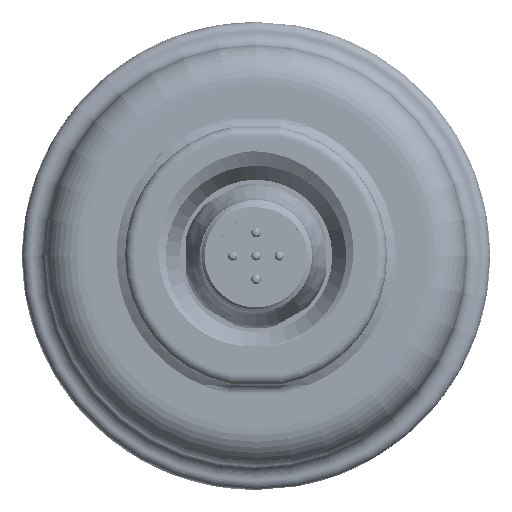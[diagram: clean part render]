
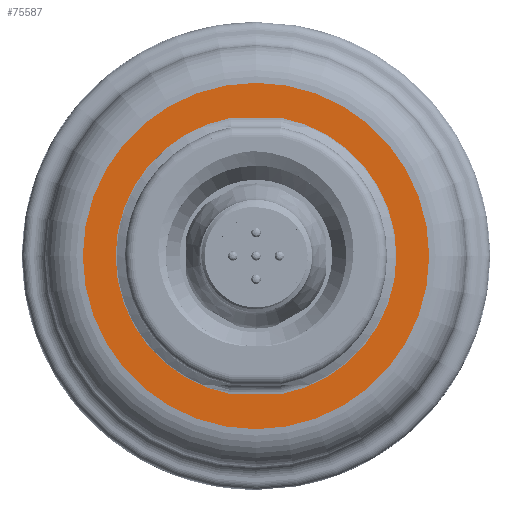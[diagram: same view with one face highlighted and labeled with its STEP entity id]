
A CAD part, front view. The second image highlights one B-rep face of the part: STEP entity #75587.
In plain terms, the highlighted planar face has unit normal (0, -1, 0).
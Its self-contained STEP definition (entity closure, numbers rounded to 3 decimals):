
#51360=CARTESIAN_POINT('',(0.,-3.,0.));
#51361=DIRECTION('',(0.,-1.,0.));
#51362=DIRECTION('',(-0.182,0.,0.983));
#51363=AXIS2_PLACEMENT_3D('',#51360,#51361,#51362);
#51365=DIRECTION('',(1.,0.,0.));
#51366=VECTOR('',#51365,5.454);
#51367=CARTESIAN_POINT('',(-2.727,-3.,-14.75));
#51368=LINE('',#51367,#51366);
#51369=CARTESIAN_POINT('',(0.,-3.,0.));
#51370=DIRECTION('',(0.,-1.,0.));
#51371=DIRECTION('',(0.182,0.,-0.983));
#51372=AXIS2_PLACEMENT_3D('',#51369,#51370,#51371);
#51374=DIRECTION('',(-1.,0.,0.));
#51375=VECTOR('',#51374,5.454);
#51376=CARTESIAN_POINT('',(2.727,-3.,14.75));
#51377=LINE('',#51376,#51375);
#51378=CARTESIAN_POINT('',(0.,-3.,0.));
#51379=DIRECTION('',(0.,-1.,0.));
#51380=DIRECTION('',(0.,0.,-1.));
#51381=AXIS2_PLACEMENT_3D('',#51378,#51379,#51380);
#51383=CARTESIAN_POINT('',(0.,-3.,0.));
#51384=DIRECTION('',(0.,-1.,0.));
#51385=DIRECTION('',(0.,0.,1.));
#51386=AXIS2_PLACEMENT_3D('',#51383,#51384,#51385);
#54560=CARTESIAN_POINT('',(-2.727,-3.,14.75));
#54561=CARTESIAN_POINT('',(-2.727,-3.,-14.75));
#54562=VERTEX_POINT('',#54560);
#54563=VERTEX_POINT('',#54561);
#54568=CARTESIAN_POINT('',(2.727,-3.,-14.75));
#54569=CARTESIAN_POINT('',(2.727,-3.,14.75));
#54570=VERTEX_POINT('',#54568);
#54571=VERTEX_POINT('',#54569);
#54928=CARTESIAN_POINT('',(0.,-3.,-18.5));
#54929=CARTESIAN_POINT('',(0.,-3.,18.5));
#54930=VERTEX_POINT('',#54928);
#54931=VERTEX_POINT('',#54929);
#75568=CARTESIAN_POINT('',(0.,-3.,0.));
#75569=DIRECTION('',(0.,-1.,0.));
#75570=DIRECTION('',(0.,0.,1.));
#75571=AXIS2_PLACEMENT_3D('',#75568,#75569,#75570);
#75572=PLANE('',#75571);
#75574=ORIENTED_EDGE('',*,*,#75573,.F.);
#75576=ORIENTED_EDGE('',*,*,#75575,.F.);
#75577=EDGE_LOOP('',(#75574,#75576));
#75578=FACE_OUTER_BOUND('',#75577,.F.);
#75580=ORIENTED_EDGE('',*,*,#75579,.T.);
#75581=ORIENTED_EDGE('',*,*,#75546,.T.);
#75582=ORIENTED_EDGE('',*,*,#75559,.T.);
#75584=ORIENTED_EDGE('',*,*,#75583,.T.);
#75585=EDGE_LOOP('',(#75580,#75581,#75582,#75584));
#75586=FACE_BOUND('',#75585,.F.);
#51364=CIRCLE('',#51363,15.);
#51373=CIRCLE('',#51372,15.);
#51382=CIRCLE('',#51381,18.5);
#51387=CIRCLE('',#51386,18.5);
#75546=EDGE_CURVE('',#54563,#54570,#51368,.T.);
#75559=EDGE_CURVE('',#54570,#54571,#51373,.T.);
#75573=EDGE_CURVE('',#54930,#54931,#51382,.T.);
#75575=EDGE_CURVE('',#54931,#54930,#51387,.T.);
#75579=EDGE_CURVE('',#54562,#54563,#51364,.T.);
#75583=EDGE_CURVE('',#54571,#54562,#51377,.T.);
#75587=ADVANCED_FACE('',(#75578,#75586),#75572,.T.);
